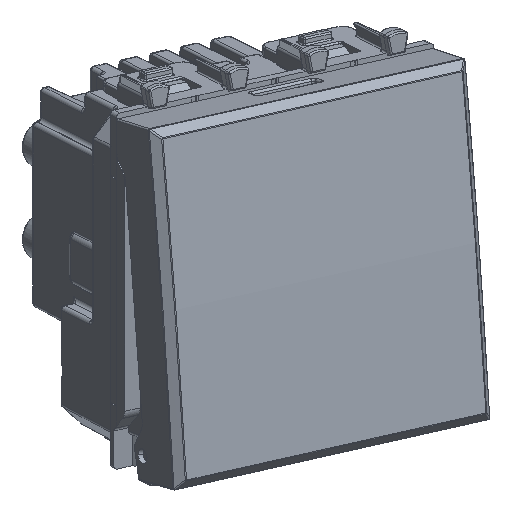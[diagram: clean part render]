
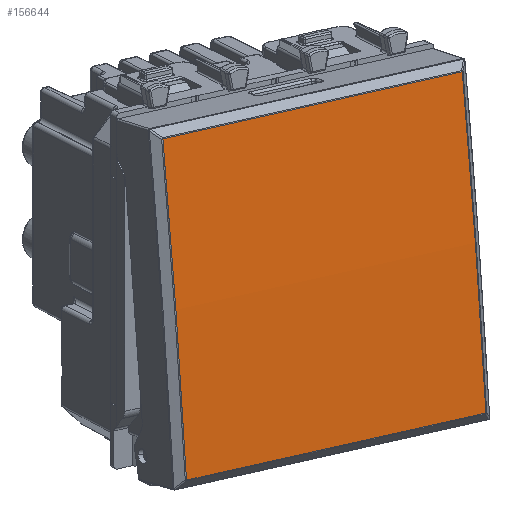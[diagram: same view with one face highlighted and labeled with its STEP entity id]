
A CAD part, top view. The second image highlights one B-rep face of the part: STEP entity #156644.
In plain terms, the highlighted cylindrical face has radius 835.135 mm (diameter 1670.27 mm), a partial arc.
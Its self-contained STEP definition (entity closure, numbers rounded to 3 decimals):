
#156147=CARTESIAN_POINT('Vertex',(19.824,-21.105,14.426)) ;
#156151=CARTESIAN_POINT('Control Point',(19.824,-21.105,14.426)) ;
#156152=CARTESIAN_POINT('Control Point',(19.824,-21.107,14.426)) ;
#156153=CARTESIAN_POINT('Control Point',(19.824,-21.11,14.426)) ;
#156154=CARTESIAN_POINT('Control Point',(19.824,-21.112,14.426)) ;
#156155=CARTESIAN_POINT('Control Point',(19.824,-21.117,14.426)) ;
#156156=CARTESIAN_POINT('Control Point',(19.823,-21.122,14.426)) ;
#156157=CARTESIAN_POINT('Control Point',(19.822,-21.124,14.426)) ;
#156158=CARTESIAN_POINT('Control Point',(19.821,-21.13,14.426)) ;
#156159=CARTESIAN_POINT('Control Point',(19.818,-21.137,14.426)) ;
#156160=CARTESIAN_POINT('Control Point',(19.817,-21.14,14.426)) ;
#156161=CARTESIAN_POINT('Control Point',(19.813,-21.146,14.425)) ;
#156162=CARTESIAN_POINT('Control Point',(19.809,-21.151,14.425)) ;
#156163=CARTESIAN_POINT('Control Point',(19.808,-21.152,14.425)) ;
#156164=CARTESIAN_POINT('Control Point',(19.802,-21.158,14.424)) ;
#156165=CARTESIAN_POINT('Control Point',(19.796,-21.163,14.424)) ;
#156166=CARTESIAN_POINT('Control Point',(19.79,-21.166,14.423)) ;
#156167=CARTESIAN_POINT('Control Point',(19.78,-21.17,14.422)) ;
#156168=CARTESIAN_POINT('Control Point',(19.769,-21.172,14.421)) ;
#156169=CARTESIAN_POINT('Control Point',(19.764,-21.173,14.421)) ;
#156170=CARTESIAN_POINT('Control Point',(19.759,-21.173,14.42)) ;
#156171=CARTESIAN_POINT('Control Point',(19.754,-21.173,14.42)) ;
#156172=CARTESIAN_POINT('Vertex',(19.754,-21.173,14.42)) ;
#156484=CARTESIAN_POINT('Line Origine',(19.824,-11.087,14.426)) ;
#156488=CARTESIAN_POINT('Vertex',(19.824,21.105,14.426)) ;
#156581=CARTESIAN_POINT('Axis2P3D Location',(100.903,-11.213,-816.764)) ;
#156587=CARTESIAN_POINT('Control Point',(19.824,21.105,14.426)) ;
#156588=CARTESIAN_POINT('Control Point',(19.824,21.134,14.426)) ;
#156589=CARTESIAN_POINT('Control Point',(19.812,21.162,14.425)) ;
#156590=CARTESIAN_POINT('Control Point',(19.784,21.173,14.423)) ;
#156591=CARTESIAN_POINT('Control Point',(19.754,21.173,14.42)) ;
#156592=CARTESIAN_POINT('Vertex',(19.754,21.173,14.42)) ;
#156596=CARTESIAN_POINT('Control Point',(19.754,21.173,14.42)) ;
#156597=CARTESIAN_POINT('Control Point',(5.984,21.17,13.075)) ;
#156598=CARTESIAN_POINT('Control Point',(-7.754,21.17,11.388)) ;
#156599=CARTESIAN_POINT('Control Point',(-21.44,21.173,9.362)) ;
#156600=CARTESIAN_POINT('Vertex',(-21.44,21.173,9.362)) ;
#156604=CARTESIAN_POINT('Control Point',(-21.44,21.173,9.362)) ;
#156605=CARTESIAN_POINT('Control Point',(-21.47,21.173,9.357)) ;
#156606=CARTESIAN_POINT('Control Point',(-21.498,21.162,9.353)) ;
#156607=CARTESIAN_POINT('Control Point',(-21.51,21.134,9.351)) ;
#156608=CARTESIAN_POINT('Control Point',(-21.51,21.105,9.351)) ;
#156609=CARTESIAN_POINT('Vertex',(-21.51,21.105,9.351)) ;
#156612=CARTESIAN_POINT('Line Origine',(-21.51,-11.213,9.351)) ;
#156616=CARTESIAN_POINT('Vertex',(-21.51,-21.105,9.351)) ;
#156620=CARTESIAN_POINT('Control Point',(-21.44,-21.173,9.362)) ;
#156621=CARTESIAN_POINT('Control Point',(-21.47,-21.173,9.357)) ;
#156622=CARTESIAN_POINT('Control Point',(-21.498,-21.162,9.353)) ;
#156623=CARTESIAN_POINT('Control Point',(-21.51,-21.134,9.351)) ;
#156624=CARTESIAN_POINT('Control Point',(-21.51,-21.105,9.351)) ;
#156625=CARTESIAN_POINT('Vertex',(-21.44,-21.173,9.362)) ;
#156629=CARTESIAN_POINT('Control Point',(19.754,-21.173,14.42)) ;
#156630=CARTESIAN_POINT('Control Point',(5.984,-21.17,13.075)) ;
#156631=CARTESIAN_POINT('Control Point',(-7.754,-21.17,11.388)) ;
#156632=CARTESIAN_POINT('Control Point',(-21.44,-21.173,9.362)) ;
#156485=DIRECTION('Vector Direction',(0.,-1.,0.)) ;
#156582=DIRECTION('Axis2P3D Direction',(0.,1.,-0.)) ;
#156583=DIRECTION('Axis2P3D XDirection',(-0.148,0.,0.989)) ;
#156613=DIRECTION('Vector Direction',(0.,1.,0.)) ;
#156584=AXIS2_PLACEMENT_3D('Cylinder Axis2P3D',#156581,#156582,#156583) ;
#156635=ORIENTED_EDGE('',*,*,#156594,.T.) ;
#156636=ORIENTED_EDGE('',*,*,#156602,.T.) ;
#156637=ORIENTED_EDGE('',*,*,#156611,.T.) ;
#156638=ORIENTED_EDGE('',*,*,#156618,.T.) ;
#156639=ORIENTED_EDGE('',*,*,#156627,.F.) ;
#156640=ORIENTED_EDGE('',*,*,#156633,.F.) ;
#156641=ORIENTED_EDGE('',*,*,#156174,.F.) ;
#156642=ORIENTED_EDGE('',*,*,#156490,.T.) ;
#156486=VECTOR('Line Direction',#156485,1.) ;
#156614=VECTOR('Line Direction',#156613,1.) ;
#156644=ADVANCED_FACE('vetrino',(#156643),#156585,.T.) ;
#156150=B_SPLINE_CURVE_WITH_KNOTS('',5,(#156151,#156152,#156153,#156154,#156155,#156156,#156157,#156158,#156159,#156160,#156161,#156162,#156163,#156164,#156165,#156166,#156167,#156168,#156169,#156170,#156171),.UNSPECIFIED.,.F.,.U.,(6,3,3,3,3,3,6),(0.389,0.424,0.457,0.522,0.554,0.65,0.716),.UNSPECIFIED.) ;
#156586=B_SPLINE_CURVE_WITH_KNOTS('',4,(#156587,#156588,#156589,#156590,#156591),.UNSPECIFIED.,.F.,.U.,(5,5),(0.389,0.716),.UNSPECIFIED.) ;
#156595=B_SPLINE_CURVE_WITH_KNOTS('',3,(#156596,#156597,#156598,#156599),.UNSPECIFIED.,.F.,.U.,(4,4),(17.082,88.945),.UNSPECIFIED.) ;
#156603=B_SPLINE_CURVE_WITH_KNOTS('',4,(#156604,#156605,#156606,#156607,#156608),.UNSPECIFIED.,.F.,.U.,(5,5),(0.392,0.719),.UNSPECIFIED.) ;
#156619=B_SPLINE_CURVE_WITH_KNOTS('',4,(#156620,#156621,#156622,#156623,#156624),.UNSPECIFIED.,.F.,.U.,(5,5),(0.392,0.719),.UNSPECIFIED.) ;
#156628=B_SPLINE_CURVE_WITH_KNOTS('',3,(#156629,#156630,#156631,#156632),.UNSPECIFIED.,.F.,.U.,(4,4),(17.082,88.945),.UNSPECIFIED.) ;
#156585=CYLINDRICAL_SURFACE('generated cylinder',#156584,835.135) ;
#156174=EDGE_CURVE('',#156148,#156173,#156150,.T.) ;
#156490=EDGE_CURVE('',#156148,#156489,#156487,.F.) ;
#156594=EDGE_CURVE('',#156489,#156593,#156586,.T.) ;
#156602=EDGE_CURVE('',#156593,#156601,#156595,.T.) ;
#156611=EDGE_CURVE('',#156601,#156610,#156603,.T.) ;
#156618=EDGE_CURVE('',#156610,#156617,#156615,.F.) ;
#156627=EDGE_CURVE('',#156626,#156617,#156619,.T.) ;
#156633=EDGE_CURVE('',#156173,#156626,#156628,.T.) ;
#156634=EDGE_LOOP('',(#156635,#156636,#156637,#156638,#156639,#156640,#156641,#156642)) ;
#156643=FACE_OUTER_BOUND('',#156634,.T.) ;
#156487=LINE('Line',#156484,#156486) ;
#156615=LINE('Line',#156612,#156614) ;
#156148=VERTEX_POINT('',#156147) ;
#156173=VERTEX_POINT('',#156172) ;
#156489=VERTEX_POINT('',#156488) ;
#156593=VERTEX_POINT('',#156592) ;
#156601=VERTEX_POINT('',#156600) ;
#156610=VERTEX_POINT('',#156609) ;
#156617=VERTEX_POINT('',#156616) ;
#156626=VERTEX_POINT('',#156625) ;
